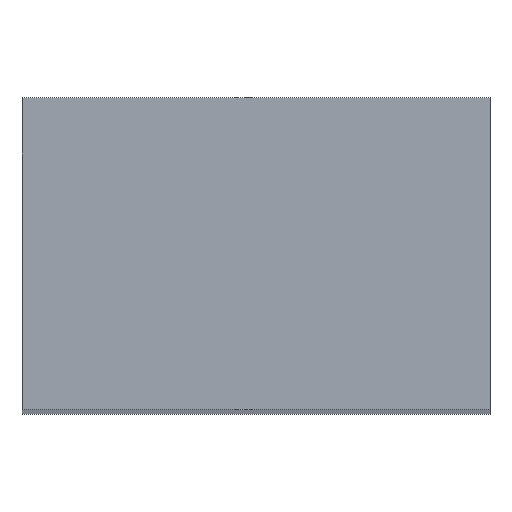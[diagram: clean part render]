
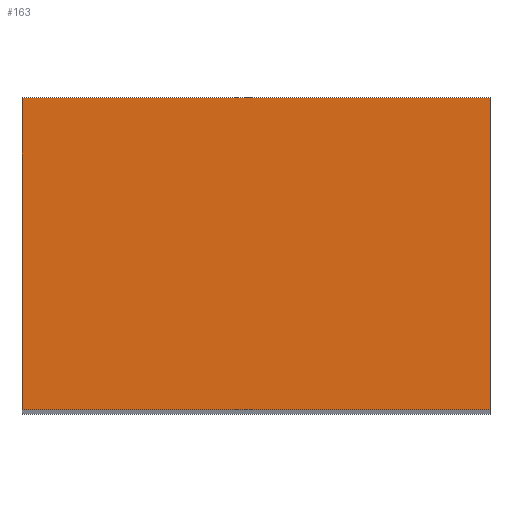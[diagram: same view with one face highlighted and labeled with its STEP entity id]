
A CAD part, top view. The second image highlights one B-rep face of the part: STEP entity #163.
In plain terms, the highlighted planar face has unit normal (0, 0, 1).
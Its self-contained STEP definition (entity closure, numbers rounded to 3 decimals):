
#1 = LINE ( 'NONE', #101, #112 ) ;
#16 = CARTESIAN_POINT ( 'NONE',  ( 15., 10., 0. ) ) ;
#30 = FACE_OUTER_BOUND ( 'NONE', #90, .T. ) ;
#36 = CARTESIAN_POINT ( 'NONE',  ( 0., 10., 0. ) ) ;
#39 = EDGE_CURVE ( 'NONE', #155, #109, #172, .T. ) ;
#43 = DIRECTION ( 'NONE',  ( -1., 0., 0. ) ) ;
#44 = EDGE_CURVE ( 'NONE', #75, #111, #171, .T. ) ;
#48 = CARTESIAN_POINT ( 'NONE',  ( 0., 0., 0. ) ) ;
#49 = DIRECTION ( 'NONE',  ( 1., 0., 0. ) ) ;
#57 = CARTESIAN_POINT ( 'NONE',  ( 0., 0., 0. ) ) ;
#61 = VECTOR ( 'NONE', #49, 1000. ) ;
#75 = VERTEX_POINT ( 'NONE', #98 ) ;
#85 = VECTOR ( 'NONE', #156, 1000. ) ;
#89 = EDGE_CURVE ( 'NONE', #75, #155, #179, .T. ) ;
#90 = EDGE_LOOP ( 'NONE', ( #169, #183, #124, #94 ) ) ;
#94 = ORIENTED_EDGE ( 'NONE', *, *, #89, .T. ) ;
#98 = CARTESIAN_POINT ( 'NONE',  ( 0., 10., 0. ) ) ;
#99 = CARTESIAN_POINT ( 'NONE',  ( 15., 0., 0. ) ) ;
#101 = CARTESIAN_POINT ( 'NONE',  ( 15., 10., 0. ) ) ;
#103 = EDGE_CURVE ( 'NONE', #111, #109, #1, .T. ) ;
#109 = VERTEX_POINT ( 'NONE', #99 ) ;
#111 = VERTEX_POINT ( 'NONE', #16 ) ;
#112 = VECTOR ( 'NONE', #186, 1000. ) ;
#113 = DIRECTION ( 'NONE',  ( 0., 0., -1. ) ) ;
#124 = ORIENTED_EDGE ( 'NONE', *, *, #44, .F. ) ;
#130 = DIRECTION ( 'NONE',  ( 0., -1., 0. ) ) ;
#146 = CARTESIAN_POINT ( 'NONE',  ( 0., 10., 0. ) ) ;
#155 = VERTEX_POINT ( 'NONE', #57 ) ;
#156 = DIRECTION ( 'NONE',  ( 1., 0., 0. ) ) ;
#159 = CARTESIAN_POINT ( 'NONE',  ( 0., 10., 0. ) ) ;
#163 = ADVANCED_FACE ( 'NONE', ( #30 ), #177, .F. ) ;
#169 = ORIENTED_EDGE ( 'NONE', *, *, #39, .T. ) ;
#171 = LINE ( 'NONE', #36, #85 ) ;
#172 = LINE ( 'NONE', #48, #61 ) ;
#177 = PLANE ( 'NONE',  #178 ) ;
#178 = AXIS2_PLACEMENT_3D ( 'NONE', #159, #113, #43 ) ;
#179 = LINE ( 'NONE', #146, #187 ) ;
#183 = ORIENTED_EDGE ( 'NONE', *, *, #103, .F. ) ;
#186 = DIRECTION ( 'NONE',  ( 0., -1., 0. ) ) ;
#187 = VECTOR ( 'NONE', #130, 1000. ) ;
